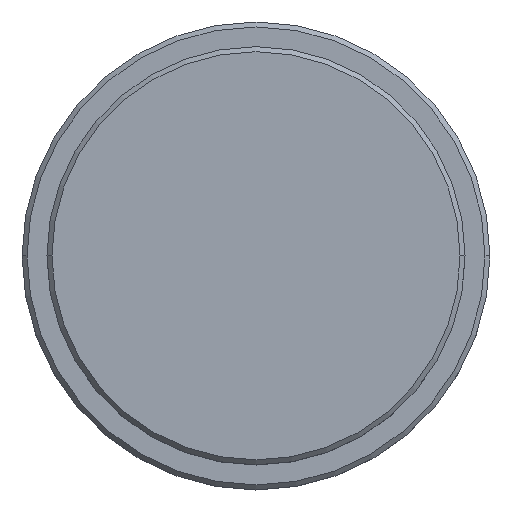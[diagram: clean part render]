
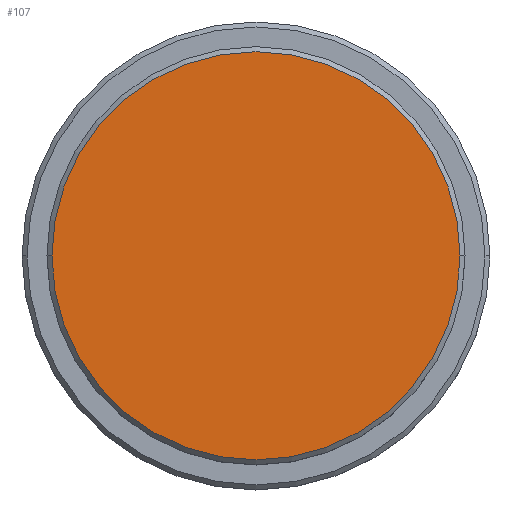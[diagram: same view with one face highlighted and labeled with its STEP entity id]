
A CAD part, top view. The second image highlights one B-rep face of the part: STEP entity #107.
In plain terms, the highlighted planar face has unit normal (0, 0, 1).
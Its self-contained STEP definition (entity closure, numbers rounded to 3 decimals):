
#7 = DIRECTION ( 'NONE',  ( 0., 0., 1. ) ) ;
#31 = DIRECTION ( 'NONE',  ( 1., 0., 0. ) ) ;
#97 = ORIENTED_EDGE ( 'NONE', *, *, #955, .T. ) ;
#107 = ADVANCED_FACE ( 'NONE', ( #1055 ), #813, .T. ) ;
#228 = CARTESIAN_POINT ( 'NONE',  ( -20.5, 0., 0. ) ) ;
#338 = VERTEX_POINT ( 'NONE', #695 ) ;
#417 = DIRECTION ( 'NONE',  ( 0., 0., 1. ) ) ;
#532 = CARTESIAN_POINT ( 'NONE',  ( 0., 0., 0. ) ) ;
#695 = CARTESIAN_POINT ( 'NONE',  ( 20.5, 0., 0. ) ) ;
#719 = DIRECTION ( 'NONE',  ( 1., 0., 0. ) ) ;
#747 = CIRCLE ( 'NONE', #1000, 20.5 ) ;
#813 = PLANE ( 'NONE',  #1064 ) ;
#819 = CARTESIAN_POINT ( 'NONE',  ( 0., 0., 0. ) ) ;
#910 = VERTEX_POINT ( 'NONE', #228 ) ;
#955 = EDGE_CURVE ( 'NONE', #910, #338, #747, .T. ) ;
#1000 = AXIS2_PLACEMENT_3D ( 'NONE', #532, #7, #31 ) ;
#1055 = FACE_OUTER_BOUND ( 'NONE', #1406, .T. ) ;
#1064 = AXIS2_PLACEMENT_3D ( 'NONE', #819, #417, #719 ) ;
#1073 = AXIS2_PLACEMENT_3D ( 'NONE', #1183, #1405, #1300 ) ;
#1183 = CARTESIAN_POINT ( 'NONE',  ( 0., 0., 0. ) ) ;
#1220 = EDGE_CURVE ( 'NONE', #338, #910, #1368, .T. ) ;
#1300 = DIRECTION ( 'NONE',  ( 1., 0., 0. ) ) ;
#1342 = ORIENTED_EDGE ( 'NONE', *, *, #1220, .T. ) ;
#1368 = CIRCLE ( 'NONE', #1073, 20.5 ) ;
#1405 = DIRECTION ( 'NONE',  ( 0., 0., 1. ) ) ;
#1406 = EDGE_LOOP ( 'NONE', ( #97, #1342 ) ) ;
